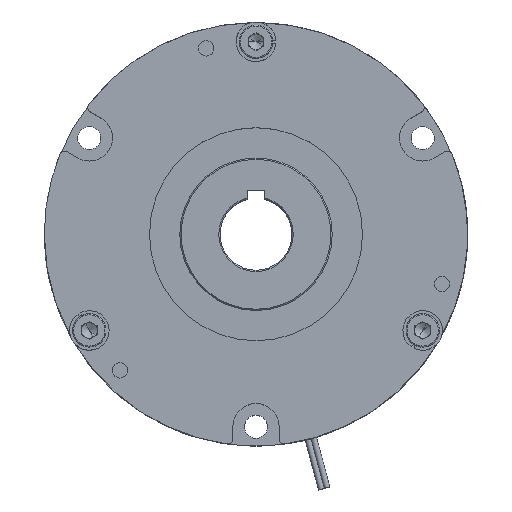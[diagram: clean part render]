
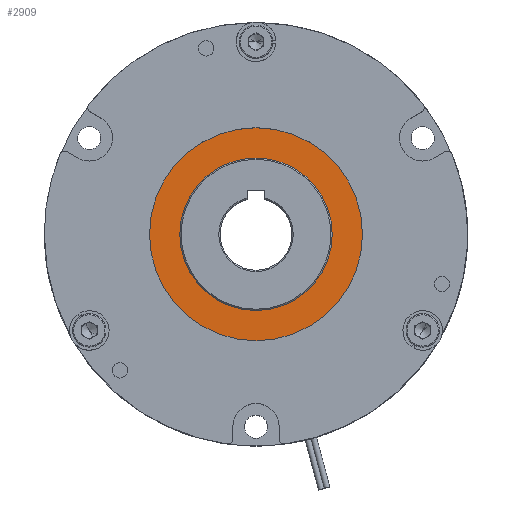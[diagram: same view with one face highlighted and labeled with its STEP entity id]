
A CAD part, top view. The second image highlights one B-rep face of the part: STEP entity #2909.
In plain terms, the highlighted planar face has unit normal (0, 0, 1).
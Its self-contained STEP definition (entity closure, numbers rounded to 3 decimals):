
#18 = DIRECTION ( 'NONE',  ( 0., 0., 1. ) ) ;
#206 = DIRECTION ( 'NONE',  ( 1., 0., 0. ) ) ;
#305 = ORIENTED_EDGE ( 'NONE', *, *, #2593, .F. ) ;
#435 = CIRCLE ( 'NONE', #2558, 50. ) ;
#507 = VERTEX_POINT ( 'NONE', #2285 ) ;
#1089 = CARTESIAN_POINT ( 'NONE',  ( -29.7, 0., 50.75 ) ) ;
#1356 = FACE_BOUND ( 'NONE', #6307, .T. ) ;
#1699 = CARTESIAN_POINT ( 'NONE',  ( 29.7, 0., 50.75 ) ) ;
#2022 = PLANE ( 'NONE',  #6613 ) ;
#2054 = DIRECTION ( 'NONE',  ( 0., 0., 1. ) ) ;
#2285 = CARTESIAN_POINT ( 'NONE',  ( 50., 0., 50.75 ) ) ;
#2472 = CARTESIAN_POINT ( 'NONE',  ( 0., 0., 50.75 ) ) ;
#2558 = AXIS2_PLACEMENT_3D ( 'NONE', #5718, #2054, #6316 ) ;
#2593 = EDGE_CURVE ( 'NONE', #3775, #7446, #3261, .T. ) ;
#2619 = DIRECTION ( 'NONE',  ( 0., 0., 1. ) ) ;
#2909 = ADVANCED_FACE ( 'NONE', ( #6057, #1356 ), #2022, .T. ) ;
#3029 = CIRCLE ( 'NONE', #5670, 50. ) ;
#3068 = DIRECTION ( 'NONE',  ( 1., 0., 0. ) ) ;
#3249 = CARTESIAN_POINT ( 'NONE',  ( 0., 0., 50.75 ) ) ;
#3261 = CIRCLE ( 'NONE', #7322, 29.7 ) ;
#3679 = ORIENTED_EDGE ( 'NONE', *, *, #5477, .T. ) ;
#3691 = CARTESIAN_POINT ( 'NONE',  ( 0., 0., 50.75 ) ) ;
#3775 = VERTEX_POINT ( 'NONE', #1699 ) ;
#3887 = DIRECTION ( 'NONE',  ( 0., 0., 1. ) ) ;
#4235 = VERTEX_POINT ( 'NONE', #5681 ) ;
#4299 = DIRECTION ( 'NONE',  ( 1., 0., 0. ) ) ;
#4325 = CIRCLE ( 'NONE', #7184, 29.7 ) ;
#5477 = EDGE_CURVE ( 'NONE', #4235, #507, #435, .T. ) ;
#5670 = AXIS2_PLACEMENT_3D ( 'NONE', #3691, #18, #4299 ) ;
#5681 = CARTESIAN_POINT ( 'NONE',  ( -50., 0., 50.75 ) ) ;
#5718 = CARTESIAN_POINT ( 'NONE',  ( 0., 0., 50.75 ) ) ;
#6057 = FACE_OUTER_BOUND ( 'NONE', #7535, .T. ) ;
#6062 = EDGE_CURVE ( 'NONE', #7446, #3775, #4325, .T. ) ;
#6243 = ORIENTED_EDGE ( 'NONE', *, *, #7582, .T. ) ;
#6277 = CARTESIAN_POINT ( 'NONE',  ( 0., 0., 50.75 ) ) ;
#6293 = ORIENTED_EDGE ( 'NONE', *, *, #6062, .F. ) ;
#6307 = EDGE_LOOP ( 'NONE', ( #305, #6293 ) ) ;
#6316 = DIRECTION ( 'NONE',  ( 1., 0., 0. ) ) ;
#6613 = AXIS2_PLACEMENT_3D ( 'NONE', #3249, #3887, #206 ) ;
#6724 = DIRECTION ( 'NONE',  ( 0., 0., 1. ) ) ;
#6869 = DIRECTION ( 'NONE',  ( 1., 0., 0. ) ) ;
#7184 = AXIS2_PLACEMENT_3D ( 'NONE', #2472, #6724, #3068 ) ;
#7322 = AXIS2_PLACEMENT_3D ( 'NONE', #6277, #2619, #6869 ) ;
#7446 = VERTEX_POINT ( 'NONE', #1089 ) ;
#7535 = EDGE_LOOP ( 'NONE', ( #3679, #6243 ) ) ;
#7582 = EDGE_CURVE ( 'NONE', #507, #4235, #3029, .T. ) ;
